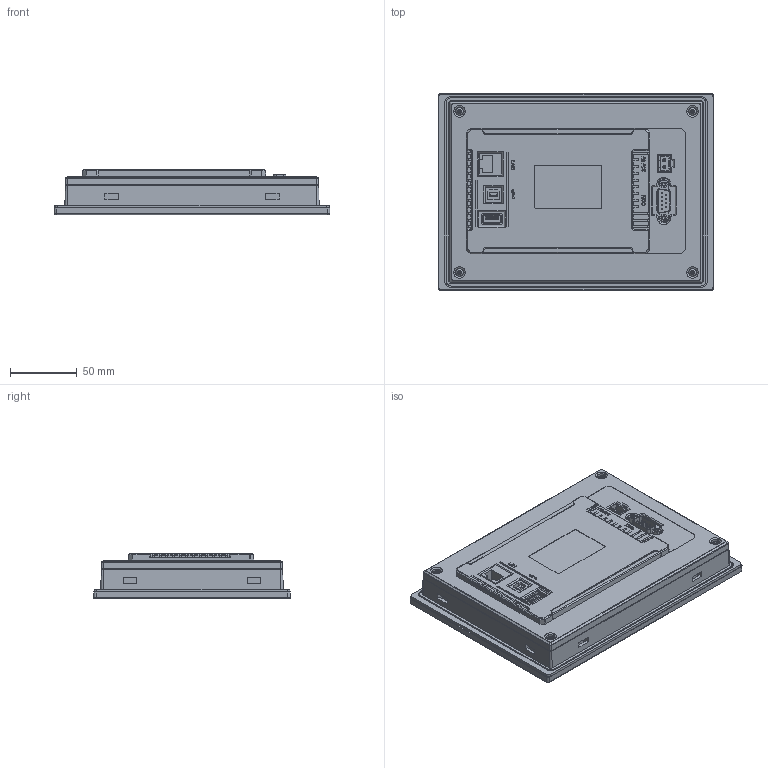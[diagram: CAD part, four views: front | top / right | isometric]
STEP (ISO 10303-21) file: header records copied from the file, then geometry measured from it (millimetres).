
FILE_DESCRIPTION(/* description */ (''),/* implementation_level */ '2;1');
FILE_NAME(/* name */ 'TS2-700-E',/* time_stamp */ '2023-06-30T13:41:09+08:00',/* author */ (''),/* organization */ (''),/* preprocessor_version */ 'ST-DEVELOPER v16.5',/* originating_system */ '',/* authorisation */ '');
FILE_SCHEMA (('AUTOMOTIVE_DESIGN'));
Products named in the file (3): Document; ST3-8; 123123_stp
Assembly tree (5 placements, depth 2):
  Document
    ST3-8  x4
    123123_stp
Bounding box: 206 x 147 x 34.3 mm (x, y, z)
Volume: 189063.8 mm3; surface area: 226621.5 mm2
Topology: 21 solids, 21 shells, 2911 faces, 8003 edges, 5217 vertices
Faces by surface type: plane 2162, bspline 749
Entity records: 94460 total; most frequent: CARTESIAN_POINT 43889, ORIENTED_EDGE 15530, EDGE_CURVE 7765, B_SPLINE_CURVE_WITH_KNOTS 6658, VERTEX_POINT 5082, EDGE_LOOP 3005, ADVANCED_FACE 2833, FACE_OUTER_BOUND 2833
